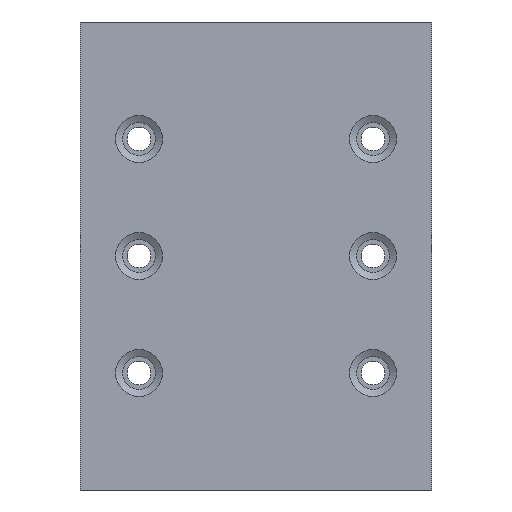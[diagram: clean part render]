
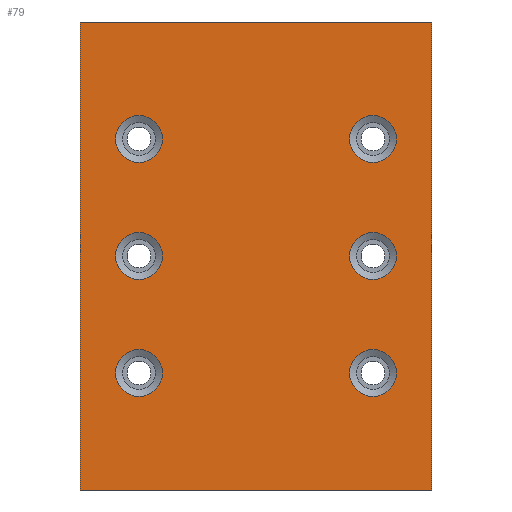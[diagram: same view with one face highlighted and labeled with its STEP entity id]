
A CAD part, left-side view. The second image highlights one B-rep face of the part: STEP entity #79.
In plain terms, the highlighted planar face has unit normal (-1, 0, 0).
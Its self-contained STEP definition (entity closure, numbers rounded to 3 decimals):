
#79 = ADVANCED_FACE( '', ( #199, #200, #201, #202, #203, #204, #205 ), #206, .F. );
#199 = FACE_BOUND( '', #572, .T. );
#200 = FACE_BOUND( '', #573, .T. );
#201 = FACE_BOUND( '', #574, .T. );
#202 = FACE_BOUND( '', #575, .T. );
#203 = FACE_BOUND( '', #576, .T. );
#204 = FACE_BOUND( '', #577, .T. );
#205 = FACE_OUTER_BOUND( '', #578, .T. );
#206 = PLANE( '', #579 );
#572 = EDGE_LOOP( '', ( #969 ) );
#573 = EDGE_LOOP( '', ( #970 ) );
#574 = EDGE_LOOP( '', ( #971 ) );
#575 = EDGE_LOOP( '', ( #972 ) );
#576 = EDGE_LOOP( '', ( #973 ) );
#577 = EDGE_LOOP( '', ( #974 ) );
#578 = EDGE_LOOP( '', ( #975, #976, #977, #978 ) );
#579 = AXIS2_PLACEMENT_3D( '', #979, #980, #981 );
#969 = ORIENTED_EDGE( '', *, *, #1594, .T. );
#970 = ORIENTED_EDGE( '', *, *, #1595, .T. );
#971 = ORIENTED_EDGE( '', *, *, #1596, .T. );
#972 = ORIENTED_EDGE( '', *, *, #1597, .T. );
#973 = ORIENTED_EDGE( '', *, *, #1598, .T. );
#974 = ORIENTED_EDGE( '', *, *, #1599, .T. );
#975 = ORIENTED_EDGE( '', *, *, #1572, .T. );
#976 = ORIENTED_EDGE( '', *, *, #1593, .F. );
#977 = ORIENTED_EDGE( '', *, *, #1600, .F. );
#978 = ORIENTED_EDGE( '', *, *, #1601, .T. );
#979 = CARTESIAN_POINT( '', ( -125., -75., 100. ) );
#980 = DIRECTION( '', ( 1., 0., 0. ) );
#981 = DIRECTION( '', ( 0., 0., -1. ) );
#1572 = EDGE_CURVE( '', #1740, #1741, #1742, .T. );
#1593 = EDGE_CURVE( '', #1779, #1741, #1781, .T. );
#1594 = EDGE_CURVE( '', #1782, #1782, #1783, .T. );
#1595 = EDGE_CURVE( '', #1784, #1784, #1785, .T. );
#1596 = EDGE_CURVE( '', #1786, #1786, #1787, .T. );
#1597 = EDGE_CURVE( '', #1788, #1788, #1789, .T. );
#1598 = EDGE_CURVE( '', #1790, #1790, #1791, .T. );
#1599 = EDGE_CURVE( '', #1792, #1792, #1793, .T. );
#1600 = EDGE_CURVE( '', #1794, #1779, #1795, .T. );
#1601 = EDGE_CURVE( '', #1794, #1740, #1796, .T. );
#1740 = VERTEX_POINT( '', #2054 );
#1741 = VERTEX_POINT( '', #2055 );
#1742 = LINE( '', #2056, #2057 );
#1779 = VERTEX_POINT( '', #2102 );
#1781 = LINE( '', #2105, #2106 );
#1782 = VERTEX_POINT( '', #2107 );
#1783 = CIRCLE( '', #2108, 10. );
#1784 = VERTEX_POINT( '', #2109 );
#1785 = CIRCLE( '', #2110, 10. );
#1786 = VERTEX_POINT( '', #2111 );
#1787 = CIRCLE( '', #2112, 10. );
#1788 = VERTEX_POINT( '', #2113 );
#1789 = CIRCLE( '', #2114, 10. );
#1790 = VERTEX_POINT( '', #2115 );
#1791 = CIRCLE( '', #2116, 10. );
#1792 = VERTEX_POINT( '', #2117 );
#1793 = CIRCLE( '', #2118, 10. );
#1794 = VERTEX_POINT( '', #2119 );
#1795 = LINE( '', #2120, #2121 );
#1796 = LINE( '', #2122, #2123 );
#2054 = CARTESIAN_POINT( '', ( -125., 75., 100. ) );
#2055 = CARTESIAN_POINT( '', ( -125., 75., -100. ) );
#2056 = CARTESIAN_POINT( '', ( -125., 75., 100. ) );
#2057 = VECTOR( '', #2394, 1000. );
#2102 = CARTESIAN_POINT( '', ( -125., -75., -100. ) );
#2105 = CARTESIAN_POINT( '', ( -125., -75., -100. ) );
#2106 = VECTOR( '', #2437, 1000. );
#2107 = CARTESIAN_POINT( '', ( -125., -50., 60. ) );
#2108 = AXIS2_PLACEMENT_3D( '', #2438, #2439, #2440 );
#2109 = CARTESIAN_POINT( '', ( -125., -50., 10. ) );
#2110 = AXIS2_PLACEMENT_3D( '', #2441, #2442, #2443 );
#2111 = CARTESIAN_POINT( '', ( -125., -50., -40. ) );
#2112 = AXIS2_PLACEMENT_3D( '', #2444, #2445, #2446 );
#2113 = CARTESIAN_POINT( '', ( -125., 50., -40. ) );
#2114 = AXIS2_PLACEMENT_3D( '', #2447, #2448, #2449 );
#2115 = CARTESIAN_POINT( '', ( -125., 50., 10. ) );
#2116 = AXIS2_PLACEMENT_3D( '', #2450, #2451, #2452 );
#2117 = CARTESIAN_POINT( '', ( -125., 50., 60. ) );
#2118 = AXIS2_PLACEMENT_3D( '', #2453, #2454, #2455 );
#2119 = CARTESIAN_POINT( '', ( -125., -75., 100. ) );
#2120 = CARTESIAN_POINT( '', ( -125., -75., 100. ) );
#2121 = VECTOR( '', #2456, 1000. );
#2122 = CARTESIAN_POINT( '', ( -125., -75., 100. ) );
#2123 = VECTOR( '', #2457, 1000. );
#2394 = DIRECTION( '', ( 0., 0., -1. ) );
#2437 = DIRECTION( '', ( 0., 1., 0. ) );
#2438 = CARTESIAN_POINT( '', ( -125., -50., 50. ) );
#2439 = DIRECTION( '', ( 1., 0., 0. ) );
#2440 = DIRECTION( '', ( 0., 0., 1. ) );
#2441 = CARTESIAN_POINT( '', ( -125., -50., 0. ) );
#2442 = DIRECTION( '', ( 1., 0., 0. ) );
#2443 = DIRECTION( '', ( 0., 0., 1. ) );
#2444 = CARTESIAN_POINT( '', ( -125., -50., -50. ) );
#2445 = DIRECTION( '', ( 1., 0., 0. ) );
#2446 = DIRECTION( '', ( 0., 0., 1. ) );
#2447 = CARTESIAN_POINT( '', ( -125., 50., -50. ) );
#2448 = DIRECTION( '', ( 1., 0., 0. ) );
#2449 = DIRECTION( '', ( 0., 0., 1. ) );
#2450 = CARTESIAN_POINT( '', ( -125., 50., 0. ) );
#2451 = DIRECTION( '', ( 1., 0., 0. ) );
#2452 = DIRECTION( '', ( 0., 0., 1. ) );
#2453 = CARTESIAN_POINT( '', ( -125., 50., 50. ) );
#2454 = DIRECTION( '', ( 1., 0., 0. ) );
#2455 = DIRECTION( '', ( 0., 0., 1. ) );
#2456 = DIRECTION( '', ( 0., 0., -1. ) );
#2457 = DIRECTION( '', ( 0., 1., 0. ) );
